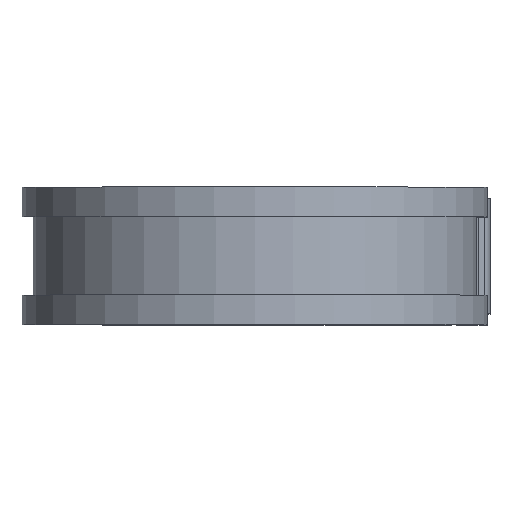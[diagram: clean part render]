
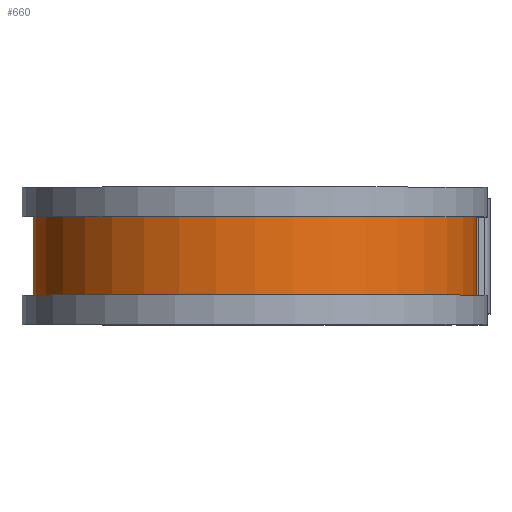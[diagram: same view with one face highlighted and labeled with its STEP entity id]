
A CAD part, top view. The second image highlights one B-rep face of the part: STEP entity #660.
In plain terms, the highlighted cylindrical face has radius 30.518 mm (diameter 61.036 mm), a partial arc.
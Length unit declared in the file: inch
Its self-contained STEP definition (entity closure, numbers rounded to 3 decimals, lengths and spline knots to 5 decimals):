
#96 = DIRECTION ( 'NONE',  ( 0., -1., 0. ) ) ;
#160 = CARTESIAN_POINT ( 'NONE',  ( 1.2015, -0.2125, 0. ) ) ;
#230 = ORIENTED_EDGE ( 'NONE', *, *, #683, .T. ) ;
#263 = VERTEX_POINT ( 'NONE', #727 ) ;
#327 = EDGE_CURVE ( 'NONE', #263, #1512, #1489, .T. ) ;
#329 = CARTESIAN_POINT ( 'NONE',  ( 0., 0.3125, 0. ) ) ;
#388 = DIRECTION ( 'NONE',  ( 0., -1., 0. ) ) ;
#389 = VERTEX_POINT ( 'NONE', #160 ) ;
#408 = EDGE_CURVE ( 'NONE', #389, #1512, #1454, .T. ) ;
#419 = CARTESIAN_POINT ( 'NONE',  ( 0., -0.2125, -1.2015 ) ) ;
#435 = DIRECTION ( 'NONE',  ( 0., 0., -1. ) ) ;
#509 = CARTESIAN_POINT ( 'NONE',  ( 1.2015, 0.3125, 0. ) ) ;
#617 = CARTESIAN_POINT ( 'NONE',  ( 1.2015, 0.2125, 0. ) ) ;
#624 = DIRECTION ( 'NONE',  ( 0., -1., 0. ) ) ;
#647 = CARTESIAN_POINT ( 'NONE',  ( 0., 0.3125, -1.2015 ) ) ;
#660 = ADVANCED_FACE ( 'NONE', ( #1554 ), #1548, .T. ) ;
#683 = EDGE_CURVE ( 'NONE', #1415, #263, #1609, .T. ) ;
#727 = CARTESIAN_POINT ( 'NONE',  ( 0., 0.2125, -1.2015 ) ) ;
#808 = ORIENTED_EDGE ( 'NONE', *, *, #327, .T. ) ;
#1002 = AXIS2_PLACEMENT_3D ( 'NONE', #329, #388, #435 ) ;
#1081 = CARTESIAN_POINT ( 'NONE',  ( 0., -0.2125, 0. ) ) ;
#1127 = AXIS2_PLACEMENT_3D ( 'NONE', #1081, #1542, #1435 ) ;
#1180 = VECTOR ( 'NONE', #624, 39.37008 ) ;
#1198 = EDGE_LOOP ( 'NONE', ( #1457, #230, #808, #1699 ) ) ;
#1213 = CARTESIAN_POINT ( 'NONE',  ( 0., 0.2125, 0. ) ) ;
#1287 = LINE ( 'NONE', #509, #1297 ) ;
#1297 = VECTOR ( 'NONE', #96, 39.37008 ) ;
#1375 = AXIS2_PLACEMENT_3D ( 'NONE', #1213, #1379, #1567 ) ;
#1379 = DIRECTION ( 'NONE',  ( 0., -1., 0. ) ) ;
#1415 = VERTEX_POINT ( 'NONE', #617 ) ;
#1435 = DIRECTION ( 'NONE',  ( 0., 0., -1. ) ) ;
#1454 = CIRCLE ( 'NONE', #1127, 1.2015 ) ;
#1457 = ORIENTED_EDGE ( 'NONE', *, *, #1462, .F. ) ;
#1462 = EDGE_CURVE ( 'NONE', #1415, #389, #1287, .T. ) ;
#1489 = LINE ( 'NONE', #647, #1180 ) ;
#1512 = VERTEX_POINT ( 'NONE', #419 ) ;
#1542 = DIRECTION ( 'NONE',  ( 0., -1., 0. ) ) ;
#1548 = CYLINDRICAL_SURFACE ( 'NONE', #1002, 1.2015 ) ;
#1554 = FACE_OUTER_BOUND ( 'NONE', #1198, .T. ) ;
#1567 = DIRECTION ( 'NONE',  ( 0., 0., -1. ) ) ;
#1609 = CIRCLE ( 'NONE', #1375, 1.2015 ) ;
#1699 = ORIENTED_EDGE ( 'NONE', *, *, #408, .F. ) ;
